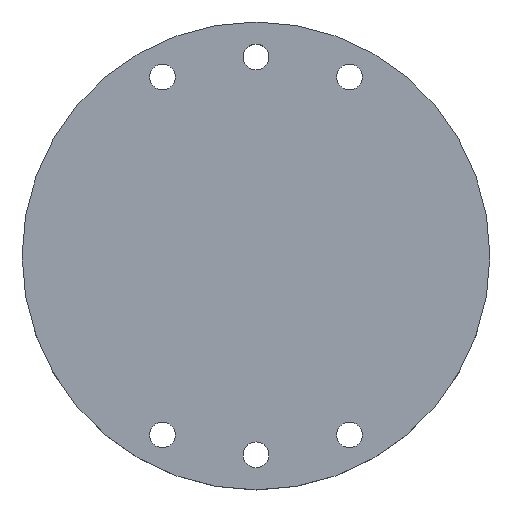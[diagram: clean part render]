
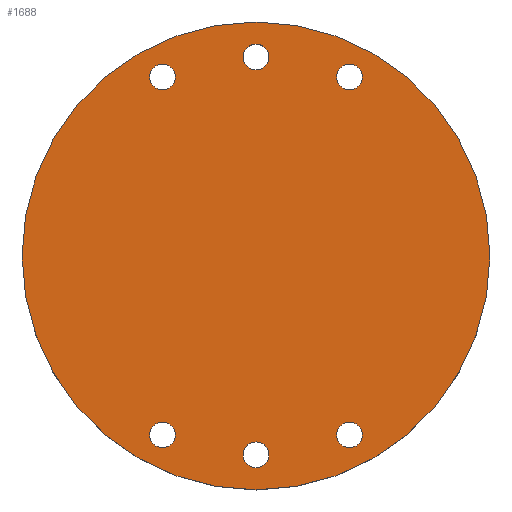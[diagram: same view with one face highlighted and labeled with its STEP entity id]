
A CAD part, top view. The second image highlights one B-rep face of the part: STEP entity #1688.
In plain terms, the highlighted planar face has unit normal (0, 0, 1).
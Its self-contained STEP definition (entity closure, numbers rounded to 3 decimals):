
#17 = AXIS2_PLACEMENT_3D ( 'NONE', #650, #1708, #334 ) ;
#45 = VERTEX_POINT ( 'NONE', #90 ) ;
#53 = CARTESIAN_POINT ( 'NONE',  ( 30., 0., 10. ) ) ;
#57 = VERTEX_POINT ( 'NONE', #103 ) ;
#78 = ORIENTED_EDGE ( 'NONE', *, *, #1362, .T. ) ;
#90 = CARTESIAN_POINT ( 'NONE',  ( -13.65, -22.95, 10. ) ) ;
#103 = CARTESIAN_POINT ( 'NONE',  ( -10.35, 22.95, 10. ) ) ;
#129 = DIRECTION ( 'NONE',  ( -1., 0., 0. ) ) ;
#138 = AXIS2_PLACEMENT_3D ( 'NONE', #1373, #1568, #1038 ) ;
#163 = CIRCLE ( 'NONE', #1127, 1.65 ) ;
#180 = DIRECTION ( 'NONE',  ( 0., 0., -1. ) ) ;
#193 = DIRECTION ( 'NONE',  ( -1., 0., 0. ) ) ;
#196 = EDGE_LOOP ( 'NONE', ( #605, #1649 ) ) ;
#209 = VERTEX_POINT ( 'NONE', #1972 ) ;
#232 = VERTEX_POINT ( 'NONE', #738 ) ;
#241 = CARTESIAN_POINT ( 'NONE',  ( 0., 0., 10. ) ) ;
#250 = ORIENTED_EDGE ( 'NONE', *, *, #927, .F. ) ;
#255 = EDGE_CURVE ( 'NONE', #2193, #57, #607, .T. ) ;
#269 = DIRECTION ( 'NONE',  ( -1., 0., 0. ) ) ;
#300 = CARTESIAN_POINT ( 'NONE',  ( 12., -22.95, 10. ) ) ;
#308 = CIRCLE ( 'NONE', #1828, 1.65 ) ;
#315 = ORIENTED_EDGE ( 'NONE', *, *, #2249, .T. ) ;
#321 = AXIS2_PLACEMENT_3D ( 'NONE', #1196, #1558, #1587 ) ;
#334 = DIRECTION ( 'NONE',  ( -1., 0., 0. ) ) ;
#338 = EDGE_CURVE ( 'NONE', #57, #2193, #2252, .T. ) ;
#343 = CARTESIAN_POINT ( 'NONE',  ( 12., 22.95, 10. ) ) ;
#373 = EDGE_LOOP ( 'NONE', ( #315, #2095 ) ) ;
#387 = CIRCLE ( 'NONE', #1460, 1.65 ) ;
#401 = CIRCLE ( 'NONE', #138, 1.65 ) ;
#409 = FACE_BOUND ( 'NONE', #868, .T. ) ;
#413 = CIRCLE ( 'NONE', #2237, 1.65 ) ;
#421 = EDGE_CURVE ( 'NONE', #2071, #45, #1132, .T. ) ;
#429 = VERTEX_POINT ( 'NONE', #850 ) ;
#436 = CARTESIAN_POINT ( 'NONE',  ( 12., 22.95, 10. ) ) ;
#446 = DIRECTION ( 'NONE',  ( -1., 0., 0. ) ) ;
#460 = CARTESIAN_POINT ( 'NONE',  ( 1.65, -25.5, 10. ) ) ;
#463 = EDGE_LOOP ( 'NONE', ( #1840, #250 ) ) ;
#474 = VERTEX_POINT ( 'NONE', #1736 ) ;
#482 = CARTESIAN_POINT ( 'NONE',  ( 10.35, -22.95, 10. ) ) ;
#489 = ORIENTED_EDGE ( 'NONE', *, *, #948, .T. ) ;
#508 = VERTEX_POINT ( 'NONE', #482 ) ;
#530 = DIRECTION ( 'NONE',  ( 0., 0., -1. ) ) ;
#570 = FACE_BOUND ( 'NONE', #373, .T. ) ;
#605 = ORIENTED_EDGE ( 'NONE', *, *, #1348, .T. ) ;
#607 = CIRCLE ( 'NONE', #1916, 1.65 ) ;
#647 = CARTESIAN_POINT ( 'NONE',  ( 0., -25.5, 10. ) ) ;
#650 = CARTESIAN_POINT ( 'NONE',  ( 0., 25.5, 10. ) ) ;
#675 = EDGE_CURVE ( 'NONE', #474, #1876, #1579, .T. ) ;
#687 = CARTESIAN_POINT ( 'NONE',  ( -12., -22.95, 10. ) ) ;
#706 = CIRCLE ( 'NONE', #1794, 1.65 ) ;
#709 = CARTESIAN_POINT ( 'NONE',  ( -10.35, -22.95, 10. ) ) ;
#738 = CARTESIAN_POINT ( 'NONE',  ( 13.65, 22.95, 10. ) ) ;
#744 = CARTESIAN_POINT ( 'NONE',  ( 0., 25.5, 10. ) ) ;
#759 = EDGE_CURVE ( 'NONE', #2025, #888, #1056, .T. ) ;
#768 = DIRECTION ( 'NONE',  ( 1., 0., 0. ) ) ;
#802 = ORIENTED_EDGE ( 'NONE', *, *, #1296, .T. ) ;
#806 = FACE_OUTER_BOUND ( 'NONE', #463, .T. ) ;
#844 = DIRECTION ( 'NONE',  ( -1., 0., 0. ) ) ;
#850 = CARTESIAN_POINT ( 'NONE',  ( -1.65, -25.5, 10. ) ) ;
#868 = EDGE_LOOP ( 'NONE', ( #78, #1501 ) ) ;
#876 = DIRECTION ( 'NONE',  ( 0., 0., -1. ) ) ;
#888 = VERTEX_POINT ( 'NONE', #2270 ) ;
#889 = DIRECTION ( 'NONE',  ( -1., 0., 0. ) ) ;
#927 = EDGE_CURVE ( 'NONE', #1876, #474, #1711, .T. ) ;
#928 = CIRCLE ( 'NONE', #2124, 1.65 ) ;
#948 = EDGE_CURVE ( 'NONE', #888, #2025, #706, .T. ) ;
#968 = CARTESIAN_POINT ( 'NONE',  ( -12., 22.95, 10. ) ) ;
#985 = ORIENTED_EDGE ( 'NONE', *, *, #759, .T. ) ;
#1028 = AXIS2_PLACEMENT_3D ( 'NONE', #53, #1873, #768 ) ;
#1038 = DIRECTION ( 'NONE',  ( -1., 0., 0. ) ) ;
#1056 = CIRCLE ( 'NONE', #17, 1.65 ) ;
#1083 = CARTESIAN_POINT ( 'NONE',  ( 0., 0., 10. ) ) ;
#1127 = AXIS2_PLACEMENT_3D ( 'NONE', #647, #1930, #129 ) ;
#1132 = CIRCLE ( 'NONE', #321, 1.65 ) ;
#1133 = CARTESIAN_POINT ( 'NONE',  ( -1.65, 25.5, 10. ) ) ;
#1141 = DIRECTION ( 'NONE',  ( -1., 0., 0. ) ) ;
#1142 = VERTEX_POINT ( 'NONE', #1824 ) ;
#1160 = DIRECTION ( 'NONE',  ( 0., 0., -1. ) ) ;
#1161 = EDGE_LOOP ( 'NONE', ( #1561, #2128 ) ) ;
#1178 = DIRECTION ( 'NONE',  ( 0., 0., -1. ) ) ;
#1196 = CARTESIAN_POINT ( 'NONE',  ( -12., -22.95, 10. ) ) ;
#1221 = DIRECTION ( 'NONE',  ( -1., 0., 0. ) ) ;
#1227 = AXIS2_PLACEMENT_3D ( 'NONE', #2076, #2264, #844 ) ;
#1229 = EDGE_CURVE ( 'NONE', #209, #508, #1827, .T. ) ;
#1280 = FACE_BOUND ( 'NONE', #196, .T. ) ;
#1296 = EDGE_CURVE ( 'NONE', #508, #209, #928, .T. ) ;
#1348 = EDGE_CURVE ( 'NONE', #45, #2071, #413, .T. ) ;
#1362 = EDGE_CURVE ( 'NONE', #1142, #232, #308, .T. ) ;
#1373 = CARTESIAN_POINT ( 'NONE',  ( 0., -25.5, 10. ) ) ;
#1377 = AXIS2_PLACEMENT_3D ( 'NONE', #1083, #180, #889 ) ;
#1395 = DIRECTION ( 'NONE',  ( 0., 0., -1. ) ) ;
#1433 = EDGE_LOOP ( 'NONE', ( #802, #2009 ) ) ;
#1460 = AXIS2_PLACEMENT_3D ( 'NONE', #436, #1643, #1141 ) ;
#1475 = EDGE_CURVE ( 'NONE', #1764, #429, #163, .T. ) ;
#1501 = ORIENTED_EDGE ( 'NONE', *, *, #1759, .T. ) ;
#1510 = PLANE ( 'NONE',  #1028 ) ;
#1558 = DIRECTION ( 'NONE',  ( 0., 0., -1. ) ) ;
#1561 = ORIENTED_EDGE ( 'NONE', *, *, #255, .T. ) ;
#1568 = DIRECTION ( 'NONE',  ( 0., 0., -1. ) ) ;
#1579 = CIRCLE ( 'NONE', #2067, 30. ) ;
#1587 = DIRECTION ( 'NONE',  ( -1., 0., 0. ) ) ;
#1630 = DIRECTION ( 'NONE',  ( 0., 0., -1. ) ) ;
#1643 = DIRECTION ( 'NONE',  ( 0., 0., -1. ) ) ;
#1649 = ORIENTED_EDGE ( 'NONE', *, *, #421, .T. ) ;
#1656 = FACE_BOUND ( 'NONE', #1161, .T. ) ;
#1688 = ADVANCED_FACE ( 'NONE', ( #1280, #570, #2003, #409, #2215, #1656, #806 ), #1510, .T. ) ;
#1703 = DIRECTION ( 'NONE',  ( -1., 0., 0. ) ) ;
#1708 = DIRECTION ( 'NONE',  ( 0., 0., -1. ) ) ;
#1710 = DIRECTION ( 'NONE',  ( 0., 0., -1. ) ) ;
#1711 = CIRCLE ( 'NONE', #1377, 30. ) ;
#1736 = CARTESIAN_POINT ( 'NONE',  ( -30., 0., 10. ) ) ;
#1759 = EDGE_CURVE ( 'NONE', #232, #1142, #387, .T. ) ;
#1764 = VERTEX_POINT ( 'NONE', #460 ) ;
#1791 = DIRECTION ( 'NONE',  ( -1., 0., 0. ) ) ;
#1794 = AXIS2_PLACEMENT_3D ( 'NONE', #744, #530, #1791 ) ;
#1798 = CARTESIAN_POINT ( 'NONE',  ( -12., 22.95, 10. ) ) ;
#1824 = CARTESIAN_POINT ( 'NONE',  ( 10.35, 22.95, 10. ) ) ;
#1827 = CIRCLE ( 'NONE', #1227, 1.65 ) ;
#1828 = AXIS2_PLACEMENT_3D ( 'NONE', #343, #876, #2112 ) ;
#1840 = ORIENTED_EDGE ( 'NONE', *, *, #675, .F. ) ;
#1873 = DIRECTION ( 'NONE',  ( 0., 0., 1. ) ) ;
#1876 = VERTEX_POINT ( 'NONE', #1980 ) ;
#1916 = AXIS2_PLACEMENT_3D ( 'NONE', #1798, #1630, #193 ) ;
#1930 = DIRECTION ( 'NONE',  ( 0., 0., -1. ) ) ;
#1972 = CARTESIAN_POINT ( 'NONE',  ( 13.65, -22.95, 10. ) ) ;
#1980 = CARTESIAN_POINT ( 'NONE',  ( 30., 0., 10. ) ) ;
#2003 = FACE_BOUND ( 'NONE', #1433, .T. ) ;
#2009 = ORIENTED_EDGE ( 'NONE', *, *, #1229, .T. ) ;
#2025 = VERTEX_POINT ( 'NONE', #1133 ) ;
#2067 = AXIS2_PLACEMENT_3D ( 'NONE', #241, #1160, #269 ) ;
#2071 = VERTEX_POINT ( 'NONE', #709 ) ;
#2076 = CARTESIAN_POINT ( 'NONE',  ( 12., -22.95, 10. ) ) ;
#2095 = ORIENTED_EDGE ( 'NONE', *, *, #1475, .T. ) ;
#2100 = AXIS2_PLACEMENT_3D ( 'NONE', #968, #1710, #446 ) ;
#2112 = DIRECTION ( 'NONE',  ( -1., 0., 0. ) ) ;
#2124 = AXIS2_PLACEMENT_3D ( 'NONE', #300, #1178, #1703 ) ;
#2128 = ORIENTED_EDGE ( 'NONE', *, *, #338, .T. ) ;
#2168 = EDGE_LOOP ( 'NONE', ( #985, #489 ) ) ;
#2193 = VERTEX_POINT ( 'NONE', #2238 ) ;
#2215 = FACE_BOUND ( 'NONE', #2168, .T. ) ;
#2237 = AXIS2_PLACEMENT_3D ( 'NONE', #687, #1395, #1221 ) ;
#2238 = CARTESIAN_POINT ( 'NONE',  ( -13.65, 22.95, 10. ) ) ;
#2249 = EDGE_CURVE ( 'NONE', #429, #1764, #401, .T. ) ;
#2252 = CIRCLE ( 'NONE', #2100, 1.65 ) ;
#2264 = DIRECTION ( 'NONE',  ( 0., 0., -1. ) ) ;
#2270 = CARTESIAN_POINT ( 'NONE',  ( 1.65, 25.5, 10. ) ) ;
